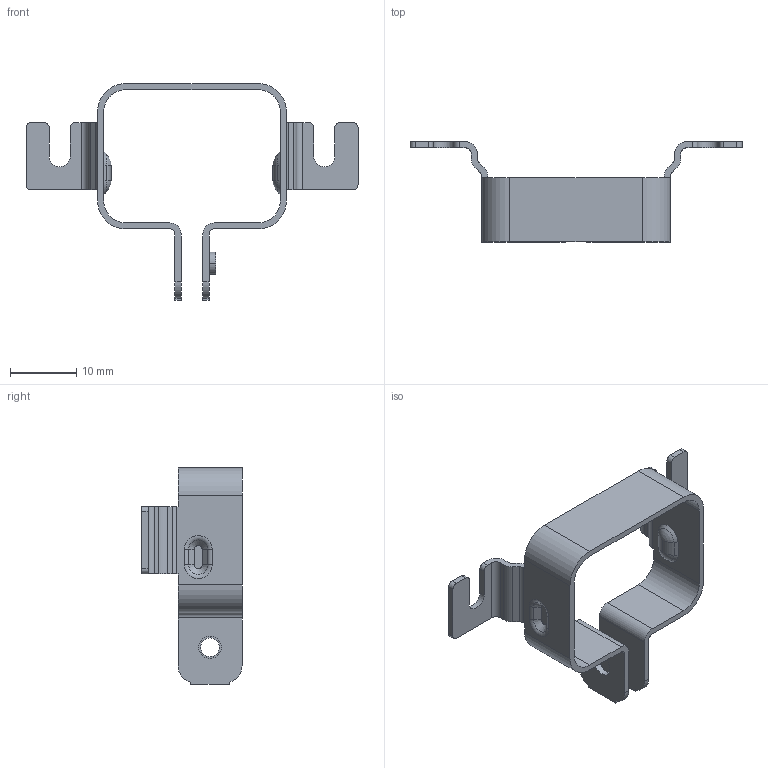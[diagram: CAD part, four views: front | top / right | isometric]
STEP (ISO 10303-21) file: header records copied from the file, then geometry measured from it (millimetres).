
FILE_DESCRIPTION(('OneSpaceDesigner STEP Export'),'2;1');
FILE_NAME('85910071_C13_Conn-Lock_Black_10-16-12.stp','2012-10-16T14:43:25',(''),(''),'OneSpace Designer STEP processor for AP214 (Solid Model)','OneSpace Designer 14.50 18-Oct-2006 (C) CoCreate Software GmbH','');
FILE_SCHEMA(('AUTOMOTIVE_DESIGN { 1 0 10303 214 1 1 1 1 }'));
Length unit declared in the file: millimetre
Products named in the file (2): 85910071_R1_C13_Connector-Lock_Black_10-16-12
Assembly tree (1 placements, depth 2):
  85910071_R1_C13_Connector-Lock_Black_10-16-12
    85910071_R1_C13_Connector-Lock_Black_10-16-12
Bounding box: 50.04 x 15.09 x 32.67 mm (x, y, z)
Volume: 1174.9 mm3; surface area: 2888.7 mm2
Topology: 1 solids, 1 shells, 127 faces, 348 edges, 224 vertices
Faces by surface type: plane 59, cylinder 52, cone 8, sphere 4, torus 4
Entity records: 3966 total; most frequent: DIRECTION 688, ORIENTED_EDGE 688, CARTESIAN_POINT 676, EDGE_CURVE 344, AXIS2_PLACEMENT_3D 236, VERTEX_POINT 224, VECTOR 216, LINE 216
